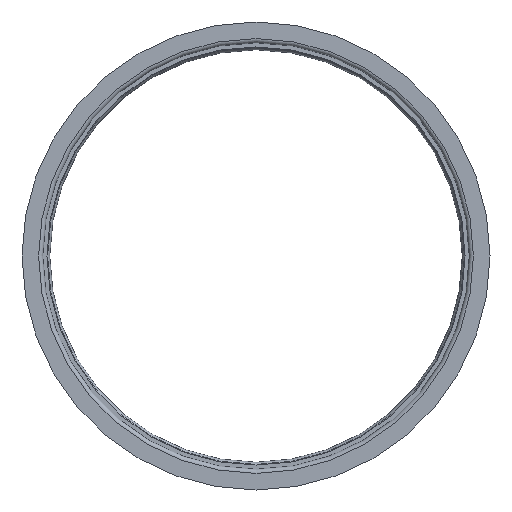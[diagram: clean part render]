
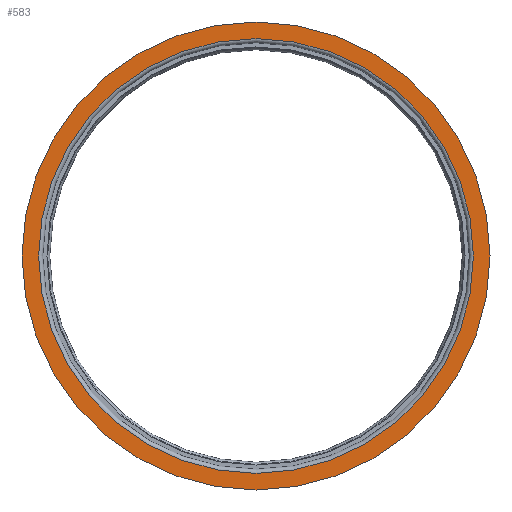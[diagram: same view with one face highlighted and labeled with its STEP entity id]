
A CAD part, front view. The second image highlights one B-rep face of the part: STEP entity #583.
In plain terms, the highlighted planar face has unit normal (0, -1, 0).
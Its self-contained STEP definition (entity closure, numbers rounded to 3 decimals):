
#86=PLANE('',#654);
#131=FACE_BOUND('',#226,.T.);
#163=FACE_OUTER_BOUND('',#225,.T.);
#225=EDGE_LOOP('',(#459));
#226=EDGE_LOOP('',(#460));
#289=CIRCLE('',#651,418.);
#291=CIRCLE('',#655,450.);
#329=VERTEX_POINT('',#966);
#331=VERTEX_POINT('',#972);
#381=EDGE_CURVE('',#329,#329,#289,.T.);
#383=EDGE_CURVE('',#331,#331,#291,.T.);
#459=ORIENTED_EDGE('',*,*,#383,.F.);
#460=ORIENTED_EDGE('',*,*,#381,.F.);
#583=ADVANCED_FACE('',(#163,#131),#86,.T.);
#651=AXIS2_PLACEMENT_3D('',#967,#779,#780);
#654=AXIS2_PLACEMENT_3D('',#971,#785,#786);
#655=AXIS2_PLACEMENT_3D('',#973,#787,#788);
#779=DIRECTION('center_axis',(0.,-1.,0.));
#780=DIRECTION('ref_axis',(1.,0.,0.));
#785=DIRECTION('center_axis',(0.,-1.,0.));
#786=DIRECTION('ref_axis',(0.,0.,-1.));
#787=DIRECTION('center_axis',(0.,1.,0.));
#788=DIRECTION('ref_axis',(1.,0.,0.));
#966=CARTESIAN_POINT('',(-418.,-32.5,0.));
#967=CARTESIAN_POINT('Origin',(0.,-32.5,0.));
#971=CARTESIAN_POINT('Origin',(-418.,-32.5,0.));
#972=CARTESIAN_POINT('',(-450.,-32.5,0.));
#973=CARTESIAN_POINT('Origin',(0.,-32.5,0.));
